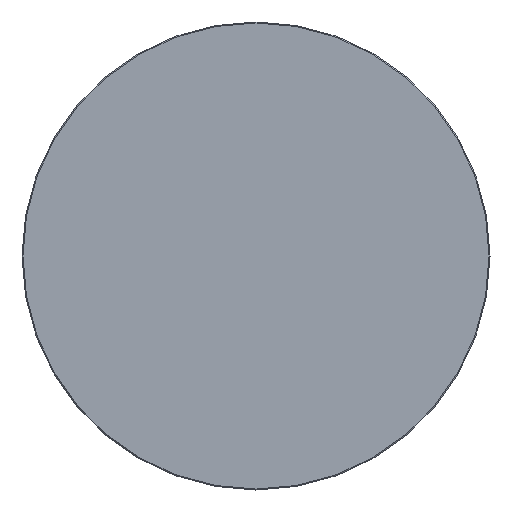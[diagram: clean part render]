
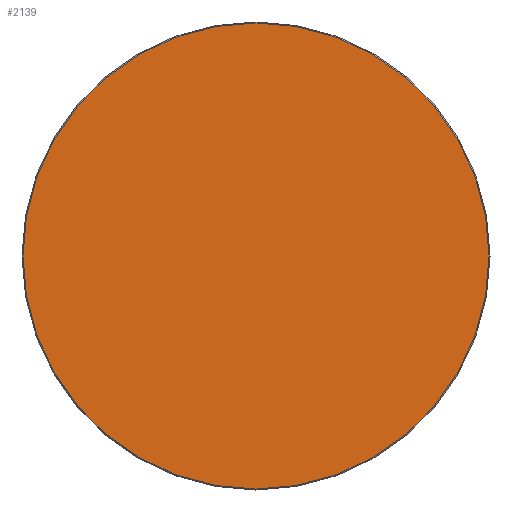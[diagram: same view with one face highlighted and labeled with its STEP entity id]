
A CAD part, left-side view. The second image highlights one B-rep face of the part: STEP entity #2139.
In plain terms, the highlighted planar face has unit normal (-1, 0, 0).
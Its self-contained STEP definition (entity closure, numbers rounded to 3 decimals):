
#143 = EDGE_LOOP ( 'NONE', ( #2138, #2114 ) ) ;
#294 = DIRECTION ( 'NONE',  ( 0., 0., 1. ) ) ;
#367 = PLANE ( 'NONE',  #971 ) ;
#563 = DIRECTION ( 'NONE',  ( 1., 0., 0. ) ) ;
#601 = AXIS2_PLACEMENT_3D ( 'NONE', #791, #753, #1972 ) ;
#716 = VERTEX_POINT ( 'NONE', #901 ) ;
#753 = DIRECTION ( 'NONE',  ( -1., 0., 0. ) ) ;
#791 = CARTESIAN_POINT ( 'NONE',  ( 0., 0., 0. ) ) ;
#804 = EDGE_CURVE ( 'NONE', #716, #967, #2126, .T. ) ;
#901 = CARTESIAN_POINT ( 'NONE',  ( 0., 0., -70.7 ) ) ;
#967 = VERTEX_POINT ( 'NONE', #1180 ) ;
#971 = AXIS2_PLACEMENT_3D ( 'NONE', #1599, #563, #2116 ) ;
#996 = AXIS2_PLACEMENT_3D ( 'NONE', #1311, #1332, #294 ) ;
#1180 = CARTESIAN_POINT ( 'NONE',  ( 0., 0., 70.7 ) ) ;
#1235 = EDGE_CURVE ( 'NONE', #967, #716, #1401, .T. ) ;
#1311 = CARTESIAN_POINT ( 'NONE',  ( 0., 0., 0. ) ) ;
#1332 = DIRECTION ( 'NONE',  ( -1., 0., 0. ) ) ;
#1401 = CIRCLE ( 'NONE', #601, 70.7 ) ;
#1599 = CARTESIAN_POINT ( 'NONE',  ( 0., 0., 0. ) ) ;
#1792 = FACE_OUTER_BOUND ( 'NONE', #143, .T. ) ;
#1972 = DIRECTION ( 'NONE',  ( 0., 0., 1. ) ) ;
#2114 = ORIENTED_EDGE ( 'NONE', *, *, #1235, .T. ) ;
#2116 = DIRECTION ( 'NONE',  ( 0., 0., -1. ) ) ;
#2126 = CIRCLE ( 'NONE', #996, 70.7 ) ;
#2138 = ORIENTED_EDGE ( 'NONE', *, *, #804, .T. ) ;
#2139 = ADVANCED_FACE ( 'NONE', ( #1792 ), #367, .F. ) ;
